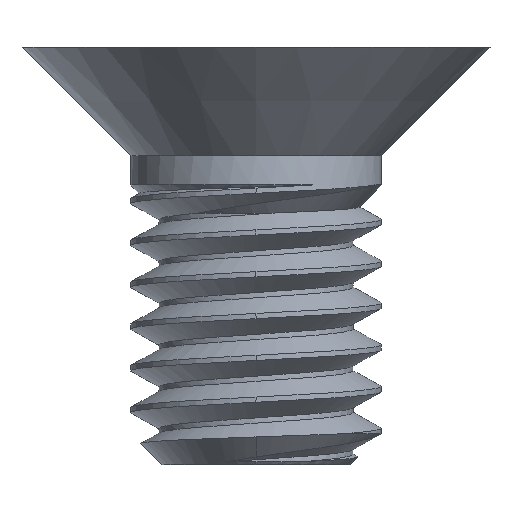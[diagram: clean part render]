
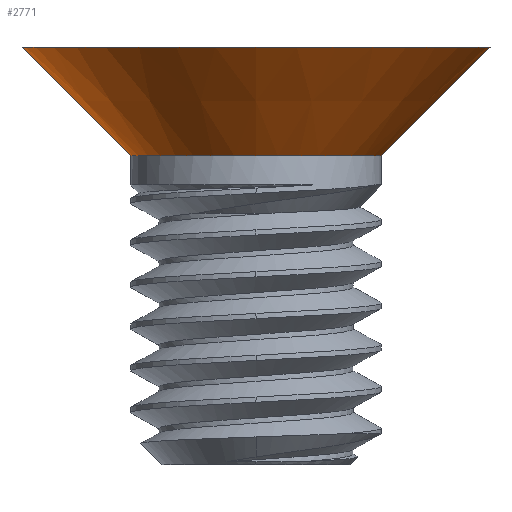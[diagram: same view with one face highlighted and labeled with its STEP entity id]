
A CAD part, front view. The second image highlights one B-rep face of the part: STEP entity #2771.
In plain terms, the highlighted conical face has half-angle 45 degrees and reference radius 2.8 mm.
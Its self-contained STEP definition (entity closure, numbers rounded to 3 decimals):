
#19 = CARTESIAN_POINT ( 'NONE',  ( 2.8, 0., 1.65 ) ) ;
#75 = CARTESIAN_POINT ( 'NONE',  ( 1.5, 0., 0.35 ) ) ;
#103 = AXIS2_PLACEMENT_3D ( 'NONE', #672, #671, #669 ) ;
#106 = AXIS2_PLACEMENT_3D ( 'NONE', #1044, #1043, #1042 ) ;
#165 = EDGE_CURVE ( 'NONE', #1434, #1500, #1285, .T. ) ;
#179 = EDGE_CURVE ( 'NONE', #1471, #1505, #1228, .T. ) ;
#191 = EDGE_CURVE ( 'NONE', #1505, #1500, #1229, .T. ) ;
#250 = AXIS2_PLACEMENT_3D ( 'NONE', #1870, #1868, #1866 ) ;
#504 = CARTESIAN_POINT ( 'NONE',  ( -1.5, 0., 0.35 ) ) ;
#516 = CARTESIAN_POINT ( 'NONE',  ( 2.8, 0., 1.65 ) ) ;
#517 = DIRECTION ( 'NONE',  ( 0.707, 0., 0.707 ) ) ;
#628 = DIRECTION ( 'NONE',  ( -0.707, 0., 0.707 ) ) ;
#669 = DIRECTION ( 'NONE',  ( 1., 0., 0. ) ) ;
#671 = DIRECTION ( 'NONE',  ( 0., 0., -1. ) ) ;
#672 = CARTESIAN_POINT ( 'NONE',  ( 0., 0., 0.35 ) ) ;
#768 = CARTESIAN_POINT ( 'NONE',  ( -2.8, 0., 1.65 ) ) ;
#1042 = DIRECTION ( 'NONE',  ( -1., 0., 0. ) ) ;
#1043 = DIRECTION ( 'NONE',  ( 0., 0., -1. ) ) ;
#1044 = CARTESIAN_POINT ( 'NONE',  ( 0., 0., 1.65 ) ) ;
#1219 = VECTOR ( 'NONE', #628, 1000. ) ;
#1228 = CIRCLE ( 'NONE', #103, 1.5 ) ;
#1229 = LINE ( 'NONE', #768, #1219 ) ;
#1285 = CIRCLE ( 'NONE', #106, 2.8 ) ;
#1312 = LINE ( 'NONE', #516, #1316 ) ;
#1316 = VECTOR ( 'NONE', #517, 1000. ) ;
#1368 = CARTESIAN_POINT ( 'NONE',  ( -2.8, 0., 1.65 ) ) ;
#1369 = ORIENTED_EDGE ( 'NONE', *, *, #191, .F. ) ;
#1377 = ORIENTED_EDGE ( 'NONE', *, *, #179, .F. ) ;
#1382 = ORIENTED_EDGE ( 'NONE', *, *, #2733, .T. ) ;
#1434 = VERTEX_POINT ( 'NONE', #19 ) ;
#1471 = VERTEX_POINT ( 'NONE', #75 ) ;
#1500 = VERTEX_POINT ( 'NONE', #1368 ) ;
#1505 = VERTEX_POINT ( 'NONE', #504 ) ;
#1521 = ORIENTED_EDGE ( 'NONE', *, *, #165, .T. ) ;
#1622 = EDGE_LOOP ( 'NONE', ( #1369, #1377, #1382, #1521 ) ) ;
#1866 = DIRECTION ( 'NONE',  ( 1., 0., 0. ) ) ;
#1868 = DIRECTION ( 'NONE',  ( 0., 0., 1. ) ) ;
#1870 = CARTESIAN_POINT ( 'NONE',  ( 0., 0., 1.65 ) ) ;
#2178 = FACE_OUTER_BOUND ( 'NONE', #1622, .T. ) ;
#2196 = CONICAL_SURFACE ( 'NONE', #250, 2.8, 0.785 ) ;
#2733 = EDGE_CURVE ( 'NONE', #1471, #1434, #1312, .T. ) ;
#2771 = ADVANCED_FACE ( 'NONE', ( #2178 ), #2196, .T. ) ;
